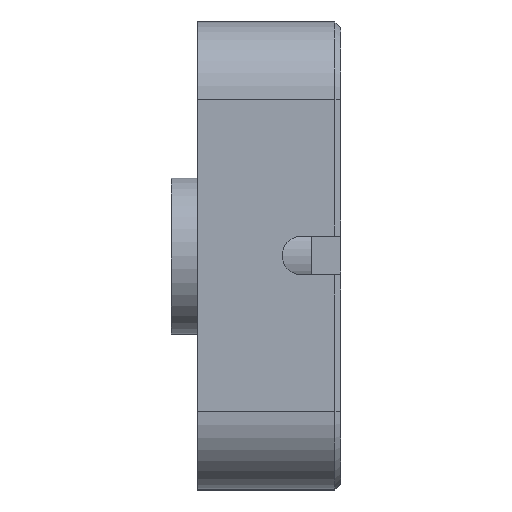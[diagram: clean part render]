
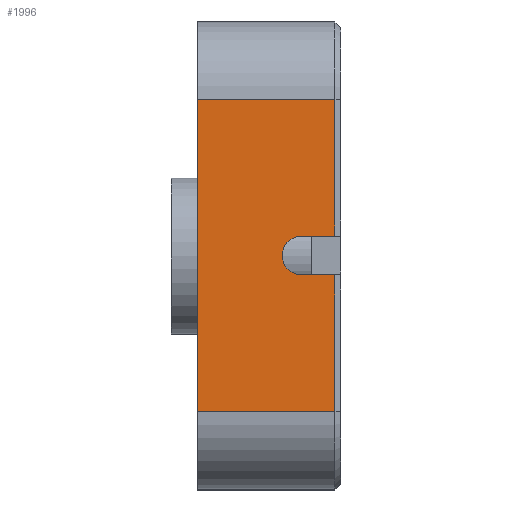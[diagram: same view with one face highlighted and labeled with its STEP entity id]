
A CAD part, top view. The second image highlights one B-rep face of the part: STEP entity #1996.
In plain terms, the highlighted planar face has unit normal (0, 0, 1).
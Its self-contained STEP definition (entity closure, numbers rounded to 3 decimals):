
#47=PLANE('',#2134);
#96=CIRCLE('',#2135,1.);
#181=FACE_OUTER_BOUND('',#289,.T.);
#289=EDGE_LOOP('',(#1486,#1487,#1488,#1489,#1490,#1491,#1492,#1493));
#489=LINE('',#9642,#641);
#495=LINE('',#9746,#647);
#496=LINE('',#9750,#648);
#497=LINE('',#9752,#649);
#498=LINE('',#9754,#650);
#499=LINE('',#9758,#651);
#500=LINE('',#9759,#652);
#641=VECTOR('',#2366,10.);
#647=VECTOR('',#2400,1.);
#648=VECTOR('',#2405,1.);
#649=VECTOR('',#2406,1.);
#650=VECTOR('',#2407,1.);
#651=VECTOR('',#2410,1.);
#652=VECTOR('',#2411,1.);
#856=VERTEX_POINT('',#9639);
#857=VERTEX_POINT('',#9641);
#873=VERTEX_POINT('',#9745);
#874=VERTEX_POINT('',#9749);
#875=VERTEX_POINT('',#9751);
#876=VERTEX_POINT('',#9753);
#877=VERTEX_POINT('',#9755);
#878=VERTEX_POINT('',#9757);
#1104=EDGE_CURVE('',#857,#856,#489,.T.);
#1124=EDGE_CURVE('',#873,#857,#495,.T.);
#1126=EDGE_CURVE('',#874,#856,#496,.T.);
#1127=EDGE_CURVE('',#875,#874,#497,.T.);
#1128=EDGE_CURVE('',#875,#876,#498,.T.);
#1129=EDGE_CURVE('',#876,#877,#96,.T.);
#1130=EDGE_CURVE('',#877,#878,#499,.T.);
#1131=EDGE_CURVE('',#873,#878,#500,.T.);
#1486=ORIENTED_EDGE('',*,*,#1104,.T.);
#1487=ORIENTED_EDGE('',*,*,#1126,.F.);
#1488=ORIENTED_EDGE('',*,*,#1127,.F.);
#1489=ORIENTED_EDGE('',*,*,#1128,.T.);
#1490=ORIENTED_EDGE('',*,*,#1129,.T.);
#1491=ORIENTED_EDGE('',*,*,#1130,.T.);
#1492=ORIENTED_EDGE('',*,*,#1131,.F.);
#1493=ORIENTED_EDGE('',*,*,#1124,.T.);
#1996=ADVANCED_FACE('',(#181),#47,.F.);
#2134=AXIS2_PLACEMENT_3D('',#9748,#2403,#2404);
#2135=AXIS2_PLACEMENT_3D('',#9756,#2408,#2409);
#2366=DIRECTION('',(0.,-1.,0.));
#2400=DIRECTION('',(-1.,0.,0.));
#2403=DIRECTION('center_axis',(0.,0.,-1.));
#2404=DIRECTION('ref_axis',(0.,-1.,0.));
#2405=DIRECTION('',(-1.,0.,0.));
#2406=DIRECTION('',(0.,-1.,0.));
#2407=DIRECTION('',(-1.,0.,0.));
#2408=DIRECTION('center_axis',(0.,0.,-1.));
#2409=DIRECTION('ref_axis',(0.,1.,0.));
#2410=DIRECTION('',(1.,0.,0.));
#2411=DIRECTION('',(0.,-1.,0.));
#9639=CARTESIAN_POINT('',(-3.95,-6.,18.));
#9641=CARTESIAN_POINT('',(-3.95,10.,18.));
#9642=CARTESIAN_POINT('',(-3.95,6.,18.));
#9745=CARTESIAN_POINT('',(3.1,10.,18.));
#9746=CARTESIAN_POINT('',(0.4,10.,18.));
#9748=CARTESIAN_POINT('Origin',(0.4,10.,18.));
#9749=CARTESIAN_POINT('',(3.1,-6.,18.));
#9750=CARTESIAN_POINT('',(0.4,-6.,18.));
#9751=CARTESIAN_POINT('',(3.1,1.,18.));
#9752=CARTESIAN_POINT('',(3.1,6.,18.));
#9753=CARTESIAN_POINT('',(1.4,1.,18.));
#9754=CARTESIAN_POINT('',(1.9,1.,18.));
#9755=CARTESIAN_POINT('',(1.4,3.,18.));
#9756=CARTESIAN_POINT('Origin',(1.4,2.,18.));
#9757=CARTESIAN_POINT('',(3.1,3.,18.));
#9758=CARTESIAN_POINT('',(0.9,3.,18.));
#9759=CARTESIAN_POINT('',(3.1,6.,18.));
